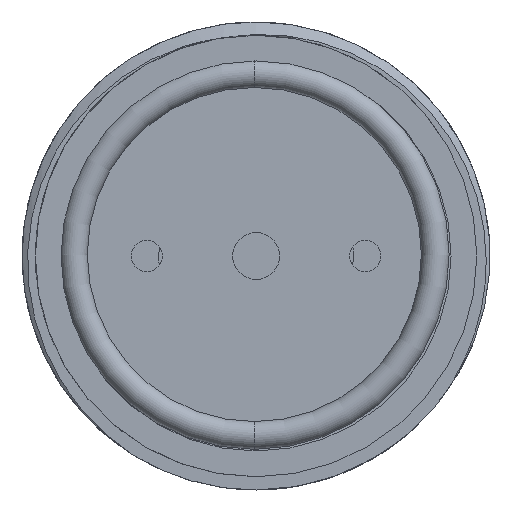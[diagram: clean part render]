
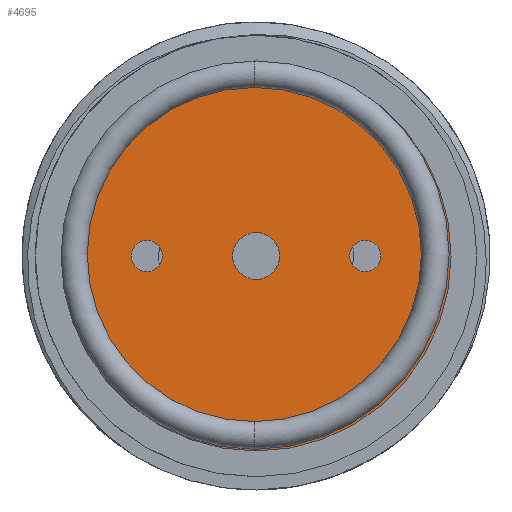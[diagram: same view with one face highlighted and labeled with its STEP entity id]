
A CAD part, front view. The second image highlights one B-rep face of the part: STEP entity #4695.
In plain terms, the highlighted planar face has unit normal (0, -1, 0).
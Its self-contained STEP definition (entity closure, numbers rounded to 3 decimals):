
#1 = AXIS2_PLACEMENT_3D ( 'NONE', #2530, #1376, #1970 ) ;
#25 = DIRECTION ( 'NONE',  ( 0., 0., -1. ) ) ;
#39 = ORIENTED_EDGE ( 'NONE', *, *, #350, .F. ) ;
#189 = AXIS2_PLACEMENT_3D ( 'NONE', #6045, #2513, #6644 ) ;
#197 = DIRECTION ( 'NONE',  ( 0., -1., 0. ) ) ;
#248 = VERTEX_POINT ( 'NONE', #7321 ) ;
#350 = EDGE_CURVE ( 'NONE', #7031, #795, #5253, .T. ) ;
#455 = DIRECTION ( 'NONE',  ( 0., -1., 0. ) ) ;
#579 = CARTESIAN_POINT ( 'NONE',  ( 7., 1.4, 0. ) ) ;
#583 = EDGE_LOOP ( 'NONE', ( #5801, #2276 ) ) ;
#613 = AXIS2_PLACEMENT_3D ( 'NONE', #4868, #1352, #5464 ) ;
#633 = CIRCLE ( 'NONE', #6517, 1. ) ;
#795 = VERTEX_POINT ( 'NONE', #3209 ) ;
#826 = DIRECTION ( 'NONE',  ( 0., -1., 0. ) ) ;
#839 = CARTESIAN_POINT ( 'NONE',  ( 7., 1.4, -1. ) ) ;
#943 = CIRCLE ( 'NONE', #993, 12.5 ) ;
#993 = AXIS2_PLACEMENT_3D ( 'NONE', #2532, #6668, #3131 ) ;
#1044 = CIRCLE ( 'NONE', #2076, 1. ) ;
#1209 = ORIENTED_EDGE ( 'NONE', *, *, #2214, .F. ) ;
#1300 = EDGE_LOOP ( 'NONE', ( #1410, #3407 ) ) ;
#1310 = CARTESIAN_POINT ( 'NONE',  ( 0., 1.4, 12.5 ) ) ;
#1352 = DIRECTION ( 'NONE',  ( 0., -1., 0. ) ) ;
#1376 = DIRECTION ( 'NONE',  ( 0., -1., 0. ) ) ;
#1380 = CARTESIAN_POINT ( 'NONE',  ( -7., 1.4, -1. ) ) ;
#1410 = ORIENTED_EDGE ( 'NONE', *, *, #4534, .F. ) ;
#1508 = CIRCLE ( 'NONE', #6328, 1. ) ;
#1611 = VERTEX_POINT ( 'NONE', #839 ) ;
#1952 = EDGE_LOOP ( 'NONE', ( #7108, #39 ) ) ;
#1959 = CARTESIAN_POINT ( 'NONE',  ( -7., 1.4, 1. ) ) ;
#1970 = DIRECTION ( 'NONE',  ( 0., 0., -1. ) ) ;
#2076 = AXIS2_PLACEMENT_3D ( 'NONE', #6265, #2730, #6860 ) ;
#2214 = EDGE_CURVE ( 'NONE', #5174, #1611, #633, .T. ) ;
#2215 = VERTEX_POINT ( 'NONE', #1380 ) ;
#2276 = ORIENTED_EDGE ( 'NONE', *, *, #5562, .T. ) ;
#2513 = DIRECTION ( 'NONE',  ( 0., -1., 0. ) ) ;
#2530 = CARTESIAN_POINT ( 'NONE',  ( 0., 1.4, 0. ) ) ;
#2532 = CARTESIAN_POINT ( 'NONE',  ( 0., 1.4, 0. ) ) ;
#2730 = DIRECTION ( 'NONE',  ( 0., -1., 0. ) ) ;
#2755 = ORIENTED_EDGE ( 'NONE', *, *, #5067, .F. ) ;
#2923 = DIRECTION ( 'NONE',  ( 0., -1., 0. ) ) ;
#3131 = DIRECTION ( 'NONE',  ( 0., 0., -1. ) ) ;
#3201 = VERTEX_POINT ( 'NONE', #1959 ) ;
#3209 = CARTESIAN_POINT ( 'NONE',  ( 0., 1.4, -1.5 ) ) ;
#3407 = ORIENTED_EDGE ( 'NONE', *, *, #4248, .F. ) ;
#3689 = FACE_OUTER_BOUND ( 'NONE', #583, .T. ) ;
#3960 = CARTESIAN_POINT ( 'NONE',  ( 0., 1.4, 0. ) ) ;
#4064 = CIRCLE ( 'NONE', #613, 12.5 ) ;
#4248 = EDGE_CURVE ( 'NONE', #3201, #2215, #5354, .T. ) ;
#4336 = CARTESIAN_POINT ( 'NONE',  ( -7., 1.4, 0. ) ) ;
#4408 = VERTEX_POINT ( 'NONE', #1310 ) ;
#4534 = EDGE_CURVE ( 'NONE', #2215, #3201, #1508, .T. ) ;
#4567 = DIRECTION ( 'NONE',  ( 0., 0., -1. ) ) ;
#4695 = ADVANCED_FACE ( 'NONE', ( #5275, #6846, #5439, #3689 ), #5130, .T. ) ;
#4862 = AXIS2_PLACEMENT_3D ( 'NONE', #6456, #2923, #7036 ) ;
#4868 = CARTESIAN_POINT ( 'NONE',  ( 0., 1.4, 0. ) ) ;
#4930 = DIRECTION ( 'NONE',  ( 0., 0., -1. ) ) ;
#5067 = EDGE_CURVE ( 'NONE', #1611, #5174, #1044, .T. ) ;
#5130 = PLANE ( 'NONE',  #5359 ) ;
#5174 = VERTEX_POINT ( 'NONE', #7481 ) ;
#5253 = CIRCLE ( 'NONE', #1, 1.5 ) ;
#5275 = FACE_BOUND ( 'NONE', #7256, .T. ) ;
#5354 = CIRCLE ( 'NONE', #4862, 1. ) ;
#5359 = AXIS2_PLACEMENT_3D ( 'NONE', #3960, #455, #4567 ) ;
#5439 = FACE_BOUND ( 'NONE', #1952, .T. ) ;
#5464 = DIRECTION ( 'NONE',  ( 0., 0., -1. ) ) ;
#5562 = EDGE_CURVE ( 'NONE', #4408, #248, #4064, .T. ) ;
#5598 = EDGE_CURVE ( 'NONE', #248, #4408, #943, .T. ) ;
#5801 = ORIENTED_EDGE ( 'NONE', *, *, #5598, .T. ) ;
#6045 = CARTESIAN_POINT ( 'NONE',  ( 0., 1.4, 0. ) ) ;
#6265 = CARTESIAN_POINT ( 'NONE',  ( 7., 1.4, 0. ) ) ;
#6328 = AXIS2_PLACEMENT_3D ( 'NONE', #4336, #826, #4930 ) ;
#6407 = CIRCLE ( 'NONE', #189, 1.5 ) ;
#6456 = CARTESIAN_POINT ( 'NONE',  ( -7., 1.4, 0. ) ) ;
#6517 = AXIS2_PLACEMENT_3D ( 'NONE', #579, #197, #25 ) ;
#6644 = DIRECTION ( 'NONE',  ( 0., 0., -1. ) ) ;
#6668 = DIRECTION ( 'NONE',  ( 0., -1., 0. ) ) ;
#6846 = FACE_BOUND ( 'NONE', #1300, .T. ) ;
#6860 = DIRECTION ( 'NONE',  ( 0., 0., -1. ) ) ;
#6987 = CARTESIAN_POINT ( 'NONE',  ( 0., 1.4, 1.5 ) ) ;
#7031 = VERTEX_POINT ( 'NONE', #6987 ) ;
#7036 = DIRECTION ( 'NONE',  ( 0., 0., -1. ) ) ;
#7108 = ORIENTED_EDGE ( 'NONE', *, *, #7174, .F. ) ;
#7174 = EDGE_CURVE ( 'NONE', #795, #7031, #6407, .T. ) ;
#7256 = EDGE_LOOP ( 'NONE', ( #2755, #1209 ) ) ;
#7321 = CARTESIAN_POINT ( 'NONE',  ( 0., 1.4, -12.5 ) ) ;
#7481 = CARTESIAN_POINT ( 'NONE',  ( 7., 1.4, 1. ) ) ;
